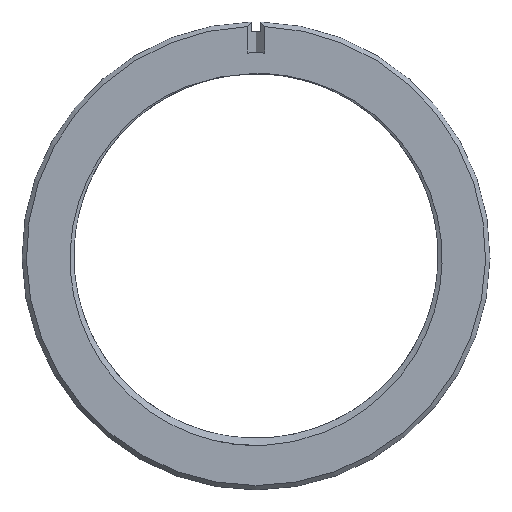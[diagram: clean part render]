
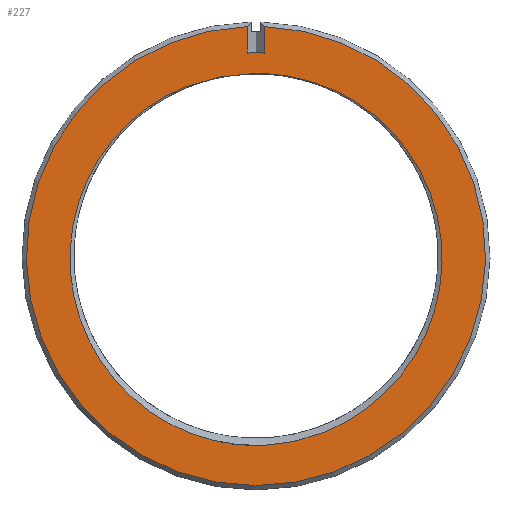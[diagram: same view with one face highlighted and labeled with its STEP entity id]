
A CAD part, top view. The second image highlights one B-rep face of the part: STEP entity #227.
In plain terms, the highlighted planar face has unit normal (0, 0, 1).
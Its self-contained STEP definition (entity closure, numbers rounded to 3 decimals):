
#38=LINE('',#363,#43);
#40=LINE('',#369,#45);
#43=VECTOR('',#289,1000.);
#45=VECTOR('',#295,1000.);
#50=PLANE('',#266);
#58=B_SPLINE_CURVE_WITH_KNOTS('',3,(#435,#436,#437,#438,#439,#440,#441,
#442,#443,#444,#445,#446,#447,#448,#449),.UNSPECIFIED.,.F.,.F.,(4,1,1,1,
1,1,1,1,1,1,1,1,4),(0.,0.008,0.017,
0.025,0.029,0.033,0.037,
0.042,0.05,0.054,0.058,
0.062,0.066),.UNSPECIFIED.);
#59=B_SPLINE_CURVE_WITH_KNOTS('',3,(#452,#453,#454,#455,#456,#457,#458,
#459,#460,#461,#462,#463),.UNSPECIFIED.,.F.,.F.,(4,1,1,1,1,1,1,1,1,4),(0.,
0.008,0.017,0.025,0.033,
0.041,0.05,0.058,0.062,
0.066),.UNSPECIFIED.);
#87=ORIENTED_EDGE('',*,*,#138,.F.);
#88=ORIENTED_EDGE('',*,*,#139,.F.);
#89=ORIENTED_EDGE('',*,*,#126,.F.);
#90=ORIENTED_EDGE('',*,*,#140,.T.);
#91=ORIENTED_EDGE('',*,*,#129,.F.);
#92=ORIENTED_EDGE('',*,*,#141,.T.);
#126=EDGE_CURVE('',#152,#153,#38,.T.);
#129=EDGE_CURVE('',#155,#156,#40,.T.);
#138=EDGE_CURVE('',#163,#164,#58,.T.);
#139=EDGE_CURVE('',#164,#163,#59,.T.);
#140=EDGE_CURVE('',#152,#156,#170,.T.);
#141=EDGE_CURVE('',#155,#153,#171,.T.);
#152=VERTEX_POINT('',#362);
#153=VERTEX_POINT('',#364);
#155=VERTEX_POINT('',#370);
#156=VERTEX_POINT('',#371);
#163=VERTEX_POINT('',#450);
#164=VERTEX_POINT('',#451);
#170=CIRCLE('',#267,26.);
#171=CIRCLE('',#268,23.);
#181=EDGE_LOOP('',(#87,#88));
#182=EDGE_LOOP('',(#89,#90,#91,#92));
#204=FACE_BOUND('',#181,.T.);
#205=FACE_BOUND('',#182,.T.);
#227=ADVANCED_FACE('',(#204,#205),#50,.T.);
#266=AXIS2_PLACEMENT_3D('',#434,#307,#308);
#267=AXIS2_PLACEMENT_3D('',#464,#309,#310);
#268=AXIS2_PLACEMENT_3D('',#465,#311,#312);
#289=DIRECTION('',(0.,-1.,0.));
#295=DIRECTION('',(0.,1.,0.));
#307=DIRECTION('',(0.,0.,1.));
#308=DIRECTION('',(0.028,-1.,0.));
#309=DIRECTION('',(0.,0.,1.));
#310=DIRECTION('',(0.766,0.643,0.));
#311=DIRECTION('',(0.,0.,1.));
#312=DIRECTION('',(0.766,0.643,0.));
#362=CARTESIAN_POINT('',(-1.001,25.981,0.));
#363=CARTESIAN_POINT('',(-1.001,0.002,0.));
#364=CARTESIAN_POINT('',(-1.001,22.979,0.));
#369=CARTESIAN_POINT('',(0.999,0.002,0.));
#370=CARTESIAN_POINT('',(0.999,22.979,0.));
#371=CARTESIAN_POINT('',(0.999,25.981,0.));
#434=CARTESIAN_POINT('',(147.146,104.149,0.));
#435=CARTESIAN_POINT('',(-0.572,20.628,0.));
#436=CARTESIAN_POINT('',(-3.344,20.588,0.));
#437=CARTESIAN_POINT('',(-8.865,19.369,0.));
#438=CARTESIAN_POINT('',(-15.715,14.538,0.));
#439=CARTESIAN_POINT('',(-19.474,8.558,0.));
#440=CARTESIAN_POINT('',(-20.916,3.182,0.));
#441=CARTESIAN_POINT('',(-21.187,-0.95,0.));
#442=CARTESIAN_POINT('',(-20.655,-5.051,0.));
#443=CARTESIAN_POINT('',(-18.877,-10.329,0.));
#444=CARTESIAN_POINT('',(-15.612,-14.91,0.));
#445=CARTESIAN_POINT('',(-11.207,-18.32,0.));
#446=CARTESIAN_POINT('',(-7.513,-20.173,0.));
#447=CARTESIAN_POINT('',(-3.527,-21.291,0.));
#448=CARTESIAN_POINT('',(-0.75,-21.514,0.));
#449=CARTESIAN_POINT('',(0.636,-21.491,0.));
#450=CARTESIAN_POINT('',(-0.572,20.628,0.));
#451=CARTESIAN_POINT('',(0.636,-21.491,0.));
#452=CARTESIAN_POINT('',(0.636,-21.491,0.));
#453=CARTESIAN_POINT('',(3.403,-21.374,0.));
#454=CARTESIAN_POINT('',(8.886,-20.047,0.));
#455=CARTESIAN_POINT('',(15.681,-15.18,0.));
#456=CARTESIAN_POINT('',(20.198,-8.02,0.));
#457=CARTESIAN_POINT('',(21.611,0.325,0.));
#458=CARTESIAN_POINT('',(19.767,8.484,0.));
#459=CARTESIAN_POINT('',(14.876,15.405,0.));
#460=CARTESIAN_POINT('',(8.891,19.114,0.));
#461=CARTESIAN_POINT('',(3.578,20.518,0.));
#462=CARTESIAN_POINT('',(0.809,20.684,0.));
#463=CARTESIAN_POINT('',(-0.572,20.628,0.));
#464=CARTESIAN_POINT('',(0.,0.,0.));
#465=CARTESIAN_POINT('',(-0.002,0.001,0.));
